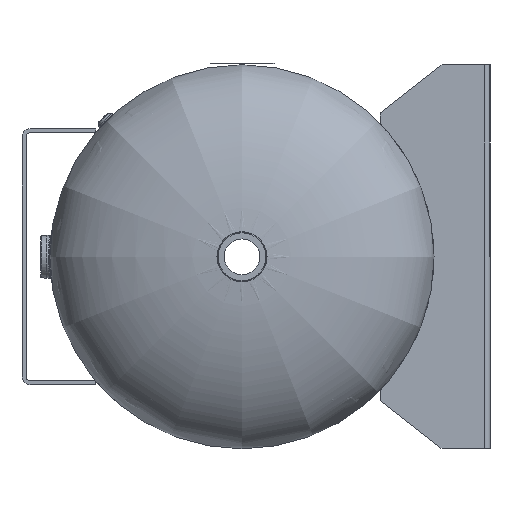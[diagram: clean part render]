
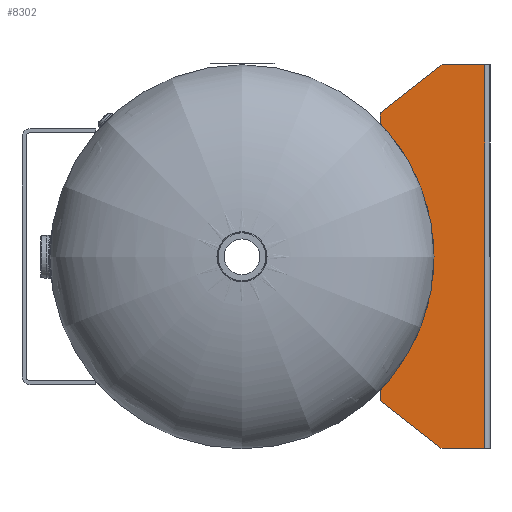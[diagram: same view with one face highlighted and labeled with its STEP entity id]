
A CAD part, left-side view. The second image highlights one B-rep face of the part: STEP entity #8302.
In plain terms, the highlighted face is planar.
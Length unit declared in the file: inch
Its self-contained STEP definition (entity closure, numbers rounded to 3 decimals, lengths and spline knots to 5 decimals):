
#478=CIRCLE('',#9075,12.);
#732=PLANE('',#9074);
#1113=FACE_OUTER_BOUND('',#1589,.T.);
#1589=EDGE_LOOP('',(#7005,#7006,#7007,#7008,#7009,#7010,#7011,#7012));
#2226=LINE('',#15465,#3066);
#2238=LINE('',#15492,#3078);
#2245=LINE('',#15506,#3085);
#2246=LINE('',#15508,#3086);
#2247=LINE('',#15509,#3087);
#2248=LINE('',#15511,#3088);
#2249=LINE('',#15514,#3089);
#3066=VECTOR('',#10585,0.3937);
#3078=VECTOR('',#10603,0.3937);
#3085=VECTOR('',#10614,0.23508);
#3086=VECTOR('',#10615,0.3937);
#3087=VECTOR('',#10616,0.23508);
#3088=VECTOR('',#10617,0.3937);
#3089=VECTOR('',#10620,0.3937);
#4049=VERTEX_POINT('',#15463);
#4050=VERTEX_POINT('',#15464);
#4061=VERTEX_POINT('',#15490);
#4062=VERTEX_POINT('',#15491);
#4067=VERTEX_POINT('',#15505);
#4068=VERTEX_POINT('',#15507);
#4069=VERTEX_POINT('',#15510);
#4070=VERTEX_POINT('',#15512);
#5082=EDGE_CURVE('',#4049,#4050,#2226,.T.);
#5094=EDGE_CURVE('',#4061,#4062,#2238,.T.);
#5101=EDGE_CURVE('',#4067,#4050,#2245,.T.);
#5102=EDGE_CURVE('',#4067,#4068,#2246,.T.);
#5103=EDGE_CURVE('',#4068,#4061,#2247,.T.);
#5104=EDGE_CURVE('',#4062,#4069,#2248,.T.);
#5105=EDGE_CURVE('',#4069,#4070,#478,.T.);
#5106=EDGE_CURVE('',#4070,#4049,#2249,.T.);
#7005=ORIENTED_EDGE('',*,*,#5082,.T.);
#7006=ORIENTED_EDGE('',*,*,#5101,.F.);
#7007=ORIENTED_EDGE('',*,*,#5102,.T.);
#7008=ORIENTED_EDGE('',*,*,#5103,.T.);
#7009=ORIENTED_EDGE('',*,*,#5094,.T.);
#7010=ORIENTED_EDGE('',*,*,#5104,.T.);
#7011=ORIENTED_EDGE('',*,*,#5105,.T.);
#7012=ORIENTED_EDGE('',*,*,#5106,.T.);
#8302=ADVANCED_FACE('',(#1113),#732,.F.);
#9074=AXIS2_PLACEMENT_3D('',#15504,#10612,#10613);
#9075=AXIS2_PLACEMENT_3D('',#15513,#10618,#10619);
#10585=DIRECTION('',(-0.613,0.,-0.79));
#10603=DIRECTION('',(-0.613,0.,0.79));
#10612=DIRECTION('center_axis',(0.,1.,0.));
#10613=DIRECTION('ref_axis',(1.,0.,0.));
#10614=DIRECTION('',(0.,0.,1.));
#10615=DIRECTION('',(1.,0.,0.));
#10616=DIRECTION('',(0.,0.,1.));
#10617=DIRECTION('',(-1.,0.,0.));
#10618=DIRECTION('center_axis',(0.,1.,0.));
#10619=DIRECTION('ref_axis',(-1.,0.,0.));
#10620=DIRECTION('',(-1.,0.,0.));
#15463=CARTESIAN_POINT('',(-9.,-2.,6.862));
#15464=CARTESIAN_POINT('',(-12.,-2.,3.));
#15465=CARTESIAN_POINT('',(-8.14327,-2.,7.9649));
#15490=CARTESIAN_POINT('',(12.,-2.,3.));
#15491=CARTESIAN_POINT('',(9.,-2.,6.862));
#15492=CARTESIAN_POINT('',(9.64327,-2.,6.0339));
#15504=CARTESIAN_POINT('Origin',(0.,-2.,3.40762));
#15505=CARTESIAN_POINT('',(-12.,-2.,0.3225));
#15506=CARTESIAN_POINT('',(-12.,-2.,-0.41601));
#15507=CARTESIAN_POINT('',(12.,-2.,0.3225));
#15508=CARTESIAN_POINT('',(0.,-2.,0.3225));
#15509=CARTESIAN_POINT('',(12.,-2.,-0.41601));
#15510=CARTESIAN_POINT('',(8.32976,-2.,6.862));
#15511=CARTESIAN_POINT('',(12.,-2.,6.862));
#15512=CARTESIAN_POINT('',(-8.32976,-2.,6.862));
#15513=CARTESIAN_POINT('Origin',(0.,-2.,15.5));
#15514=CARTESIAN_POINT('',(12.,-2.,6.862));
